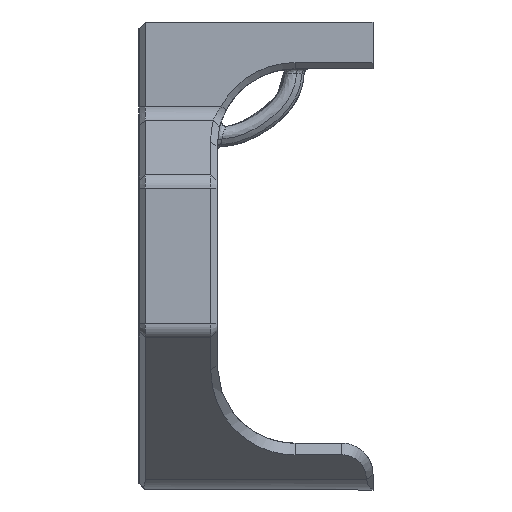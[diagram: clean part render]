
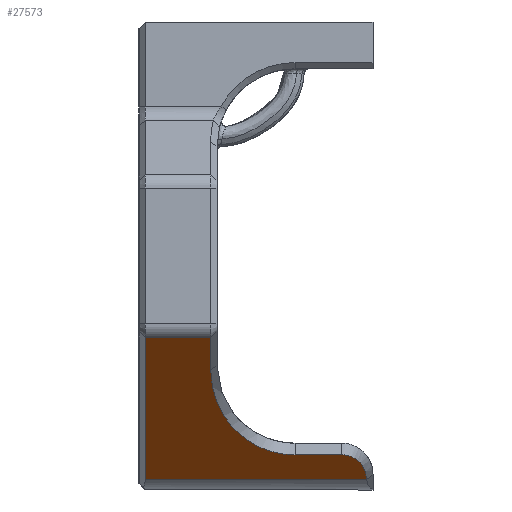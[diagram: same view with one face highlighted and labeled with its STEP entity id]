
A CAD part, front view. The second image highlights one B-rep face of the part: STEP entity #27573.
In plain terms, the highlighted face is planar.
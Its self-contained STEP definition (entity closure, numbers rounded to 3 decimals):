
#1188=LINE('',#57683,#3440);
#1189=LINE('',#57685,#3441);
#1190=LINE('',#57700,#3442);
#1191=LINE('',#57715,#3443);
#1192=LINE('',#57716,#3444);
#3440=VECTOR('',#32653,1000.);
#3441=VECTOR('',#32654,1000.);
#3442=VECTOR('',#32655,1000.);
#3443=VECTOR('',#32656,1000.);
#3444=VECTOR('',#32657,1000.);
#5396=PLANE('',#29496);
#6243=FACE_OUTER_BOUND('',#8018,.T.);
#8018=EDGE_LOOP('',(#19939,#19940,#19941,#19942,#19943,#19944,#19945));
#10000=B_SPLINE_CURVE_WITH_KNOTS('',3,(#57687,#57688,#57689,#57690,#57691,
#57692,#57693,#57694,#57695,#57696,#57697,#57698),.UNSPECIFIED.,.F.,.F.,
(4,2,2,2,2,4),(0.,0.122,0.229,0.324,
0.372,0.416),.UNSPECIFIED.);
#10001=B_SPLINE_CURVE_WITH_KNOTS('',3,(#57702,#57703,#57704,#57705,#57706,
#57707,#57708,#57709,#57710,#57711,#57712,#57713),.UNSPECIFIED.,.F.,.F.,
(4,2,2,2,2,4),(0.,0.114,0.24,0.487,
0.769,1.086),.UNSPECIFIED.);
#12278=VERTEX_POINT('',#57681);
#12279=VERTEX_POINT('',#57682);
#12280=VERTEX_POINT('',#57684);
#12281=VERTEX_POINT('',#57686);
#12282=VERTEX_POINT('',#57699);
#12283=VERTEX_POINT('',#57701);
#12284=VERTEX_POINT('',#57714);
#15080=EDGE_CURVE('',#12278,#12279,#1188,.T.);
#15081=EDGE_CURVE('',#12279,#12280,#1189,.T.);
#15082=EDGE_CURVE('',#12280,#12281,#10000,.T.);
#15083=EDGE_CURVE('',#12281,#12282,#1190,.T.);
#15084=EDGE_CURVE('',#12282,#12283,#10001,.T.);
#15085=EDGE_CURVE('',#12283,#12284,#1191,.T.);
#15086=EDGE_CURVE('',#12284,#12278,#1192,.T.);
#19939=ORIENTED_EDGE('',*,*,#15080,.T.);
#19940=ORIENTED_EDGE('',*,*,#15081,.T.);
#19941=ORIENTED_EDGE('',*,*,#15082,.T.);
#19942=ORIENTED_EDGE('',*,*,#15083,.T.);
#19943=ORIENTED_EDGE('',*,*,#15084,.T.);
#19944=ORIENTED_EDGE('',*,*,#15085,.T.);
#19945=ORIENTED_EDGE('',*,*,#15086,.T.);
#27573=ADVANCED_FACE('',(#6243),#5396,.F.);
#29496=AXIS2_PLACEMENT_3D('',#57680,#32651,#32652);
#32651=DIRECTION('center_axis',(-0.5,0.866,0.));
#32652=DIRECTION('ref_axis',(0.866,0.5,0.));
#32653=DIRECTION('',(-0.866,-0.5,0.));
#32654=DIRECTION('',(0.,0.,-1.));
#32655=DIRECTION('',(0.,0.,1.));
#32656=DIRECTION('',(0.866,0.5,0.));
#32657=DIRECTION('',(0.,0.,1.));
#57680=CARTESIAN_POINT('Origin',(215.,10.072,-0.1));
#57681=CARTESIAN_POINT('',(214.5,9.783,-0.4));
#57682=CARTESIAN_POINT('',(198.715,0.67,-0.4));
#57683=CARTESIAN_POINT('',(215.,10.072,-0.4));
#57684=CARTESIAN_POINT('',(198.715,0.67,-14.6));
#57685=CARTESIAN_POINT('',(198.715,0.67,-14.6));
#57686=CARTESIAN_POINT('',(201.458,2.254,-13.));
#57687=CARTESIAN_POINT('Ctrl Pts',(198.715,0.67,-14.6));
#57688=CARTESIAN_POINT('Ctrl Pts',(199.066,0.872,-14.598));
#57689=CARTESIAN_POINT('Ctrl Pts',(199.425,1.079,-14.557));
#57690=CARTESIAN_POINT('Ctrl Pts',(200.071,1.453,-14.399));
#57691=CARTESIAN_POINT('Ctrl Pts',(200.381,1.632,-14.286));
#57692=CARTESIAN_POINT('Ctrl Pts',(200.898,1.93,-13.985));
#57693=CARTESIAN_POINT('Ctrl Pts',(201.094,2.043,-13.818));
#57694=CARTESIAN_POINT('Ctrl Pts',(201.301,2.163,-13.541));
#57695=CARTESIAN_POINT('Ctrl Pts',(201.36,2.197,-13.437));
#57696=CARTESIAN_POINT('Ctrl Pts',(201.438,2.242,-13.221));
#57697=CARTESIAN_POINT('Ctrl Pts',(201.458,2.254,-13.112));
#57698=CARTESIAN_POINT('Ctrl Pts',(201.458,2.254,-13.));
#57699=CARTESIAN_POINT('',(201.458,2.254,-10.));
#57700=CARTESIAN_POINT('',(201.458,2.254,-0.1));
#57701=CARTESIAN_POINT('',(210.811,7.654,-4.6));
#57702=CARTESIAN_POINT('Ctrl Pts',(201.458,2.254,-10.));
#57703=CARTESIAN_POINT('Ctrl Pts',(201.458,2.254,-9.619));
#57704=CARTESIAN_POINT('Ctrl Pts',(201.528,2.294,-9.25));
#57705=CARTESIAN_POINT('Ctrl Pts',(201.795,2.448,-8.512));
#57706=CARTESIAN_POINT('Ctrl Pts',(201.998,2.565,-8.159));
#57707=CARTESIAN_POINT('Ctrl Pts',(202.707,2.974,-7.22));
#57708=CARTESIAN_POINT('Ctrl Pts',(203.374,3.36,-6.657));
#57709=CARTESIAN_POINT('Ctrl Pts',(205.139,4.379,-5.638));
#57710=CARTESIAN_POINT('Ctrl Pts',(206.194,4.988,-5.259));
#57711=CARTESIAN_POINT('Ctrl Pts',(208.399,6.261,-4.732));
#57712=CARTESIAN_POINT('Ctrl Pts',(209.619,6.965,-4.6));
#57713=CARTESIAN_POINT('Ctrl Pts',(210.811,7.654,-4.6));
#57714=CARTESIAN_POINT('',(214.5,9.783,-4.6));
#57715=CARTESIAN_POINT('',(215.,10.072,-4.6));
#57716=CARTESIAN_POINT('',(214.5,9.783,0.));
